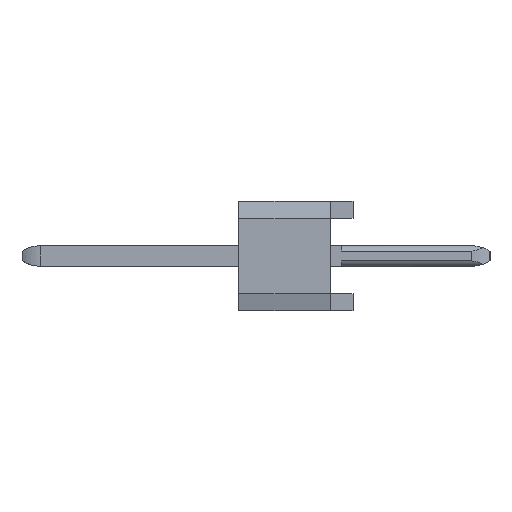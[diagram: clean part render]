
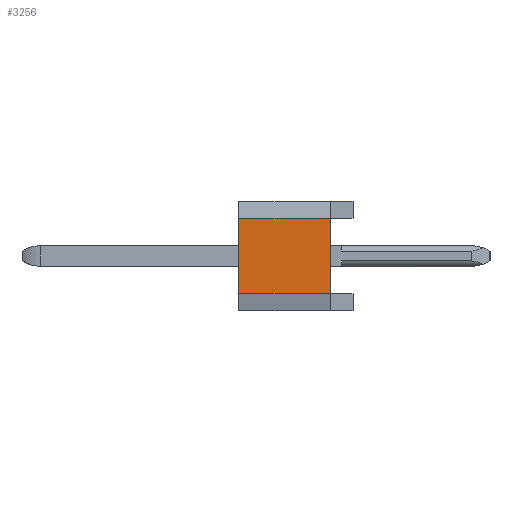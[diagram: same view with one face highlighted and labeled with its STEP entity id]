
A CAD part, left-side view. The second image highlights one B-rep face of the part: STEP entity #3256.
In plain terms, the highlighted planar face has unit normal (-1, 0, 0).
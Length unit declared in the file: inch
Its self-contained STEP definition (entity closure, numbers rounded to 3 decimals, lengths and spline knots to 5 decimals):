
#2818 = VERTEX_POINT ( 'NONE', #7434 ) ;
#3060 = VERTEX_POINT ( 'NONE', #8420 ) ;
#3062 = EDGE_CURVE ( 'NONE', #2818, #3060, #8419, .T. ) ;
#3256 = ADVANCED_FACE ( 'NONE', ( #8604 ), #8603, .T. ) ;
#3264 = EDGE_LOOP ( 'NONE', ( #3265, #3299, #3346, #3326 ) ) ;
#3265 = ORIENTED_EDGE ( 'NONE', *, *, #3275, .T. ) ;
#3275 = EDGE_CURVE ( 'NONE', #3060, #3298, #8643, .T. ) ;
#3298 = VERTEX_POINT ( 'NONE', #8767 ) ;
#3299 = ORIENTED_EDGE ( 'NONE', *, *, #3317, .F. ) ;
#3317 = EDGE_CURVE ( 'NONE', #3319, #3298, #8799, .T. ) ;
#3319 = VERTEX_POINT ( 'NONE', #8713 ) ;
#3326 = ORIENTED_EDGE ( 'NONE', *, *, #3062, .T. ) ;
#3346 = ORIENTED_EDGE ( 'NONE', *, *, #3347, .F. ) ;
#3347 = EDGE_CURVE ( 'NONE', #2818, #3319, #8856, .T. ) ;
#7434 = CARTESIAN_POINT ( 'NONE',  ( -0.025, -0.08, -0.033 ) ) ;
#8416 = DIRECTION ( 'NONE',  ( 0., 0., 1. ) ) ;
#8417 = VECTOR ( 'NONE', #8416, 39.37008 ) ;
#8418 = CARTESIAN_POINT ( 'NONE',  ( -0.025, -0.08, -0.048 ) ) ;
#8419 = LINE ( 'NONE', #8418, #8417 ) ;
#8420 = CARTESIAN_POINT ( 'NONE',  ( -0.025, -0.08, 0.033 ) ) ;
#8599 = DIRECTION ( 'NONE',  ( 0., 0., 1. ) ) ;
#8600 = DIRECTION ( 'NONE',  ( -1., 0., 0. ) ) ;
#8601 = CARTESIAN_POINT ( 'NONE',  ( -0.025, -0.08, -0.048 ) ) ;
#8602 = AXIS2_PLACEMENT_3D ( 'NONE', #8601, #8600, #8599 ) ;
#8603 = PLANE ( 'NONE',  #8602 ) ;
#8604 = FACE_OUTER_BOUND ( 'NONE', #3264, .T. ) ;
#8640 = DIRECTION ( 'NONE',  ( 0., 1., 0. ) ) ;
#8641 = VECTOR ( 'NONE', #8640, 39.37008 ) ;
#8642 = CARTESIAN_POINT ( 'NONE',  ( -0.025, -0.08, 0.033 ) ) ;
#8643 = LINE ( 'NONE', #8642, #8641 ) ;
#8713 = CARTESIAN_POINT ( 'NONE',  ( -0.025, 0., -0.033 ) ) ;
#8718 = VECTOR ( 'NONE', #8797, 39.37008 ) ;
#8767 = CARTESIAN_POINT ( 'NONE',  ( -0.025, 0., 0.033 ) ) ;
#8797 = DIRECTION ( 'NONE',  ( 0., 0., 1. ) ) ;
#8798 = CARTESIAN_POINT ( 'NONE',  ( -0.025, 0., -0.048 ) ) ;
#8799 = LINE ( 'NONE', #8798, #8718 ) ;
#8853 = DIRECTION ( 'NONE',  ( 0., 1., 0. ) ) ;
#8854 = VECTOR ( 'NONE', #8853, 39.37008 ) ;
#8855 = CARTESIAN_POINT ( 'NONE',  ( -0.025, -0.08, -0.033 ) ) ;
#8856 = LINE ( 'NONE', #8855, #8854 ) ;
